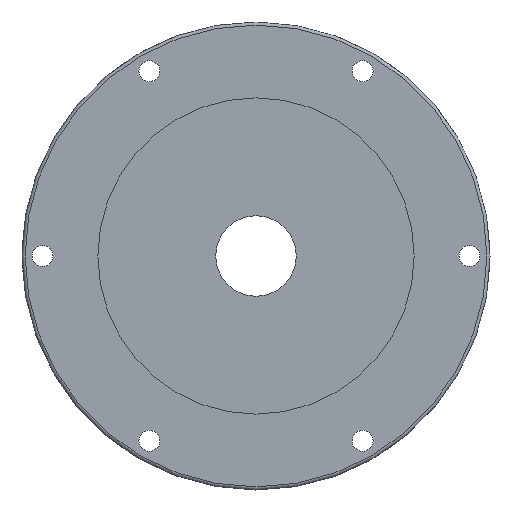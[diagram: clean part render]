
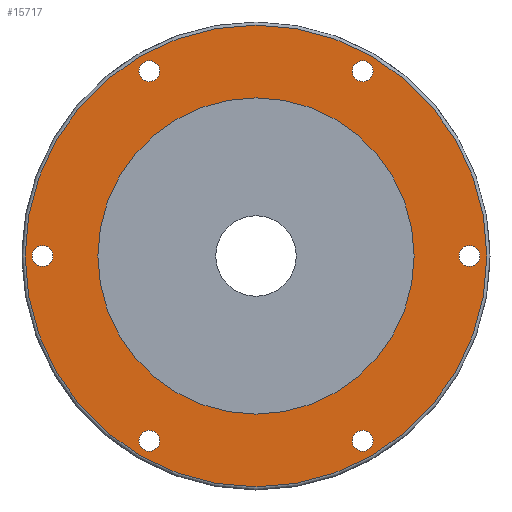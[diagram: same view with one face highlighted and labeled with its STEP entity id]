
A CAD part, left-side view. The second image highlights one B-rep face of the part: STEP entity #15717.
In plain terms, the highlighted planar face has unit normal (-1, 0, 0).
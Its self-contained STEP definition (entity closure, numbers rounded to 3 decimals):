
#15 = EDGE_CURVE ( 'NONE', #3066, #3066, #505, .T. ) ;
#23 = DIRECTION ( 'NONE',  ( 1., 0., 0. ) ) ;
#183 = EDGE_LOOP ( 'NONE', ( #12137 ) ) ;
#391 = ORIENTED_EDGE ( 'NONE', *, *, #16760, .T. ) ;
#505 = CIRCLE ( 'NONE', #17099, 3.3 ) ;
#907 = CARTESIAN_POINT ( 'NONE',  ( -111.143, -20.414, -56.807 ) ) ;
#938 = CIRCLE ( 'NONE', #12819, 3.3 ) ;
#947 = EDGE_LOOP ( 'NONE', ( #17814 ) ) ;
#1159 = FACE_BOUND ( 'NONE', #15229, .T. ) ;
#1226 = AXIS2_PLACEMENT_3D ( 'NONE', #17332, #10345, #7730 ) ;
#1276 = DIRECTION ( 'NONE',  ( 1., 0., 0. ) ) ;
#1529 = FACE_BOUND ( 'NONE', #10152, .T. ) ;
#1721 = DIRECTION ( 'NONE',  ( 0., 1., 0. ) ) ;
#1810 = CIRCLE ( 'NONE', #1226, 3.3 ) ;
#2054 = CIRCLE ( 'NONE', #12451, 3.3 ) ;
#2110 = VERTEX_POINT ( 'NONE', #907 ) ;
#2215 = CARTESIAN_POINT ( 'NONE',  ( -111.143, 49.944, 58.457 ) ) ;
#2377 = EDGE_LOOP ( 'NONE', ( #10483 ) ) ;
#2415 = AXIS2_PLACEMENT_3D ( 'NONE', #4709, #5898, #1721 ) ;
#2567 = VERTEX_POINT ( 'NONE', #11396 ) ;
#2701 = CIRCLE ( 'NONE', #4510, 3.3 ) ;
#2772 = CARTESIAN_POINT ( 'NONE',  ( -111.143, 52.802, 56.807 ) ) ;
#3066 = VERTEX_POINT ( 'NONE', #4655 ) ;
#3210 = FACE_OUTER_BOUND ( 'NONE', #4049, .T. ) ;
#3373 = DIRECTION ( 'NONE',  ( 0., 0.866, 0.5 ) ) ;
#4049 = EDGE_LOOP ( 'NONE', ( #13855 ) ) ;
#4283 = AXIS2_PLACEMENT_3D ( 'NONE', #5877, #7529, #3373 ) ;
#4426 = FACE_BOUND ( 'NONE', #14999, .T. ) ;
#4510 = AXIS2_PLACEMENT_3D ( 'NONE', #4860, #13636, #17550 ) ;
#4620 = FACE_BOUND ( 'NONE', #947, .T. ) ;
#4655 = CARTESIAN_POINT ( 'NONE',  ( -111.143, 83.694, -3.3 ) ) ;
#4709 = CARTESIAN_POINT ( 'NONE',  ( -111.143, 66.194, 0. ) ) ;
#4770 = ORIENTED_EDGE ( 'NONE', *, *, #15, .T. ) ;
#4847 = EDGE_CURVE ( 'NONE', #12337, #12337, #11248, .T. ) ;
#4860 = CARTESIAN_POINT ( 'NONE',  ( -111.143, 49.944, -58.457 ) ) ;
#5122 = AXIS2_PLACEMENT_3D ( 'NONE', #17648, #9261, #14977 ) ;
#5460 = CARTESIAN_POINT ( 'NONE',  ( -111.143, -14.698, 60.107 ) ) ;
#5877 = CARTESIAN_POINT ( 'NONE',  ( -111.143, -17.556, 58.457 ) ) ;
#5898 = DIRECTION ( 'NONE',  ( 1., 0., 0. ) ) ;
#6751 = CARTESIAN_POINT ( 'NONE',  ( -111.143, -56.81, 0. ) ) ;
#7112 = CARTESIAN_POINT ( 'NONE',  ( -111.143, 47.086, -60.107 ) ) ;
#7147 = CARTESIAN_POINT ( 'NONE',  ( -111.143, -17.556, -58.457 ) ) ;
#7365 = PLANE ( 'NONE',  #2415 ) ;
#7529 = DIRECTION ( 'NONE',  ( 1., 0., 0. ) ) ;
#7730 = DIRECTION ( 'NONE',  ( 0., 0., 1. ) ) ;
#8212 = VERTEX_POINT ( 'NONE', #14275 ) ;
#8346 = CIRCLE ( 'NONE', #5122, 50. ) ;
#9261 = DIRECTION ( 'NONE',  ( -1., 0., 0. ) ) ;
#9429 = EDGE_CURVE ( 'NONE', #2110, #2110, #2054, .T. ) ;
#9785 = CARTESIAN_POINT ( 'NONE',  ( -111.143, 83.694, 0. ) ) ;
#9962 = FACE_BOUND ( 'NONE', #183, .T. ) ;
#10152 = EDGE_LOOP ( 'NONE', ( #14447 ) ) ;
#10345 = DIRECTION ( 'NONE',  ( 1., 0., 0. ) ) ;
#10483 = ORIENTED_EDGE ( 'NONE', *, *, #9429, .T. ) ;
#10901 = DIRECTION ( 'NONE',  ( 0., -1., 0. ) ) ;
#11248 = CIRCLE ( 'NONE', #12148, 73.004 ) ;
#11396 = CARTESIAN_POINT ( 'NONE',  ( -111.143, -51.306, 3.3 ) ) ;
#11758 = EDGE_CURVE ( 'NONE', #16777, #16777, #938, .T. ) ;
#12137 = ORIENTED_EDGE ( 'NONE', *, *, #16103, .F. ) ;
#12148 = AXIS2_PLACEMENT_3D ( 'NONE', #12423, #12325, #10901 ) ;
#12325 = DIRECTION ( 'NONE',  ( -1., 0., 0. ) ) ;
#12337 = VERTEX_POINT ( 'NONE', #6751 ) ;
#12423 = CARTESIAN_POINT ( 'NONE',  ( -111.143, 16.194, 0. ) ) ;
#12451 = AXIS2_PLACEMENT_3D ( 'NONE', #7147, #23, #15711 ) ;
#12819 = AXIS2_PLACEMENT_3D ( 'NONE', #2215, #17894, #18159 ) ;
#13050 = FACE_BOUND ( 'NONE', #15612, .T. ) ;
#13187 = CIRCLE ( 'NONE', #4283, 3.3 ) ;
#13636 = DIRECTION ( 'NONE',  ( 1., 0., 0. ) ) ;
#13855 = ORIENTED_EDGE ( 'NONE', *, *, #4847, .T. ) ;
#14275 = CARTESIAN_POINT ( 'NONE',  ( -111.143, -33.806, 0. ) ) ;
#14447 = ORIENTED_EDGE ( 'NONE', *, *, #14831, .T. ) ;
#14654 = EDGE_CURVE ( 'NONE', #15592, #15592, #2701, .T. ) ;
#14797 = ORIENTED_EDGE ( 'NONE', *, *, #11758, .T. ) ;
#14831 = EDGE_CURVE ( 'NONE', #2567, #2567, #1810, .T. ) ;
#14977 = DIRECTION ( 'NONE',  ( 0., -1., 0. ) ) ;
#14999 = EDGE_LOOP ( 'NONE', ( #391 ) ) ;
#15207 = DIRECTION ( 'NONE',  ( 0., 0., -1. ) ) ;
#15229 = EDGE_LOOP ( 'NONE', ( #14797 ) ) ;
#15592 = VERTEX_POINT ( 'NONE', #7112 ) ;
#15612 = EDGE_LOOP ( 'NONE', ( #4770 ) ) ;
#15711 = DIRECTION ( 'NONE',  ( 0., -0.866, 0.5 ) ) ;
#15717 = ADVANCED_FACE ( 'NONE', ( #1159, #4426, #1529, #15846, #4620, #13050, #9962, #3210 ), #7365, .F. ) ;
#15846 = FACE_BOUND ( 'NONE', #2377, .T. ) ;
#16103 = EDGE_CURVE ( 'NONE', #8212, #8212, #8346, .T. ) ;
#16760 = EDGE_CURVE ( 'NONE', #18154, #18154, #13187, .T. ) ;
#16777 = VERTEX_POINT ( 'NONE', #2772 ) ;
#17099 = AXIS2_PLACEMENT_3D ( 'NONE', #9785, #1276, #15207 ) ;
#17332 = CARTESIAN_POINT ( 'NONE',  ( -111.143, -51.306, 0. ) ) ;
#17550 = DIRECTION ( 'NONE',  ( 0., -0.866, -0.5 ) ) ;
#17648 = CARTESIAN_POINT ( 'NONE',  ( -111.143, 16.194, 0. ) ) ;
#17814 = ORIENTED_EDGE ( 'NONE', *, *, #14654, .T. ) ;
#17894 = DIRECTION ( 'NONE',  ( 1., 0., 0. ) ) ;
#18154 = VERTEX_POINT ( 'NONE', #5460 ) ;
#18159 = DIRECTION ( 'NONE',  ( 0., 0.866, -0.5 ) ) ;
